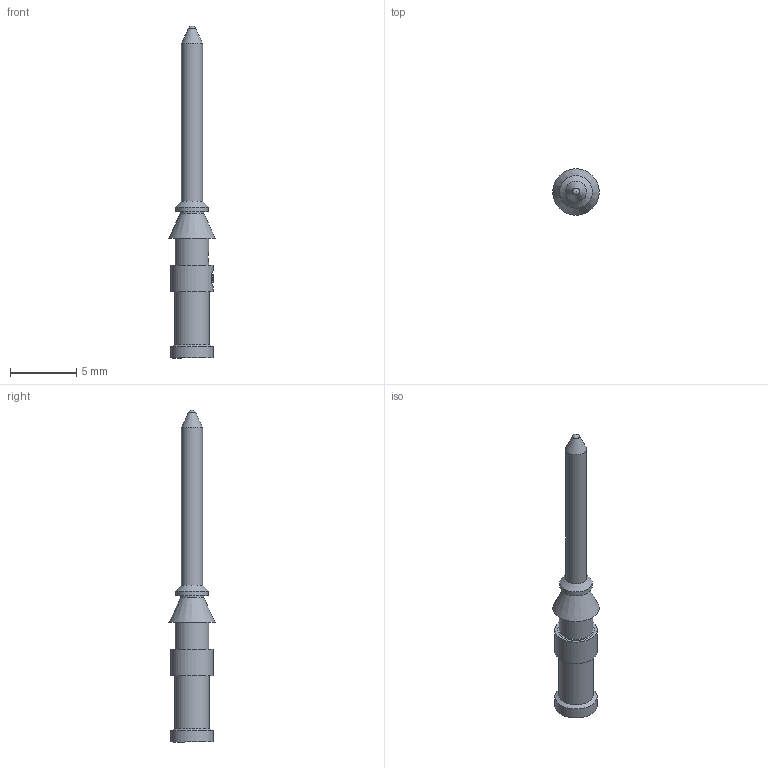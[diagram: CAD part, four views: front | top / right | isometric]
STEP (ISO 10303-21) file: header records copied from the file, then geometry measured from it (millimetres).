
FILE_DESCRIPTION(/* description */ (''),/* implementation_level */ '2;1');
FILE_NAME(/* name */ '100105264ugm000_c.stp',/* time_stamp */ '2022-03-11T14:53:21+01:00',/* author */ (''),/* organization */ (''),/* preprocessor_version */ 'ST-DEVELOPER v16.7',/* originating_system */ 'SIEMENS PLM Software NX 1911',/* authorisation */ '');
FILE_SCHEMA (('AUTOMOTIVE_DESIGN { 1 0 10303 214 3 1 1 1 }'));
Length unit declared in the file: millimetre
Products named in the file (1): 100105264ugm000_c
Bounding box: 3.5 x 3.5 x 25 mm (x, y, z)
Volume: 84.2 mm3; surface area: 233.8 mm2
Topology: 1 solids, 2 shells, 125 faces, 406 edges, 383 vertices
Faces by surface type: plane 81, cylinder 35, cone 6, extrusion 2, bspline 1
Full cylindrical faces by diameter (mm): 0.137 x1, 0.161 x1, 0.8 x1, 0.9 x1, 1.585 x1, 1.8 x1, 2.45 x1, 2.53 x1, 2.6 x1, 2.79 x1, 3.19 x2
Entity records: 5418 total; most frequent: CARTESIAN_POINT 1583, DIRECTION 702, ORIENTED_EDGE 568, EDGE_CURVE 285, AXIS2_PLACEMENT_3D 243, VECTOR 216, LINE 214, VERTEX_POINT 201
